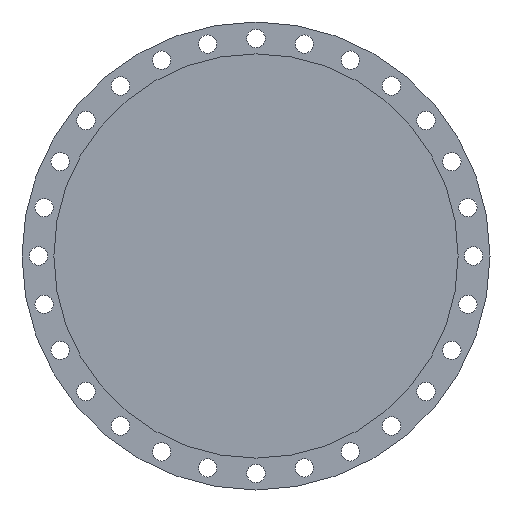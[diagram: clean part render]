
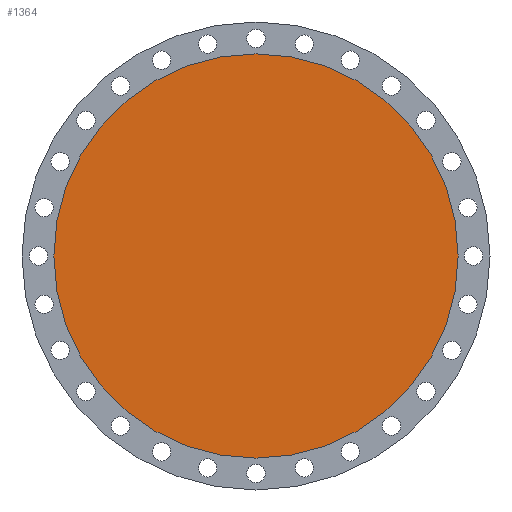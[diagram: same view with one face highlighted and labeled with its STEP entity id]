
A CAD part, left-side view. The second image highlights one B-rep face of the part: STEP entity #1364.
In plain terms, the highlighted planar face has unit normal (-1, 0, 0).
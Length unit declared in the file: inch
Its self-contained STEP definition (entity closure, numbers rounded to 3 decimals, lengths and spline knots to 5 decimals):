
#95 = CARTESIAN_POINT ( 'NONE',  ( 0., 0., 0. ) ) ;
#118 = CIRCLE ( 'NONE', #1293, 28.9375 ) ;
#323 = DIRECTION ( 'NONE',  ( 0., 0., 1. ) ) ;
#343 = CIRCLE ( 'NONE', #1818, 28.9375 ) ;
#408 = DIRECTION ( 'NONE',  ( 0., 0., 1. ) ) ;
#669 = VERTEX_POINT ( 'NONE', #1242 ) ;
#861 = EDGE_CURVE ( 'NONE', #1993, #669, #343, .T. ) ;
#1242 = CARTESIAN_POINT ( 'NONE',  ( 0., 0., -28.9375 ) ) ;
#1255 = DIRECTION ( 'NONE',  ( -1., 0., 0. ) ) ;
#1293 = AXIS2_PLACEMENT_3D ( 'NONE', #1356, #1538, #323 ) ;
#1339 = ORIENTED_EDGE ( 'NONE', *, *, #861, .T. ) ;
#1356 = CARTESIAN_POINT ( 'NONE',  ( 0., 0., 0. ) ) ;
#1364 = ADVANCED_FACE ( 'NONE', ( #1660 ), #2024, .T. ) ;
#1376 = DIRECTION ( 'NONE',  ( 0., 0., 1. ) ) ;
#1390 = ORIENTED_EDGE ( 'NONE', *, *, #1713, .T. ) ;
#1538 = DIRECTION ( 'NONE',  ( -1., 0., 0. ) ) ;
#1660 = FACE_OUTER_BOUND ( 'NONE', #1833, .T. ) ;
#1713 = EDGE_CURVE ( 'NONE', #669, #1993, #118, .T. ) ;
#1818 = AXIS2_PLACEMENT_3D ( 'NONE', #95, #2283, #1376 ) ;
#1833 = EDGE_LOOP ( 'NONE', ( #1339, #1390 ) ) ;
#1928 = AXIS2_PLACEMENT_3D ( 'NONE', #1987, #1255, #408 ) ;
#1987 = CARTESIAN_POINT ( 'NONE',  ( 0., 0., 0. ) ) ;
#1993 = VERTEX_POINT ( 'NONE', #2294 ) ;
#2024 = PLANE ( 'NONE',  #1928 ) ;
#2283 = DIRECTION ( 'NONE',  ( -1., 0., 0. ) ) ;
#2294 = CARTESIAN_POINT ( 'NONE',  ( 0., 0., 28.9375 ) ) ;
